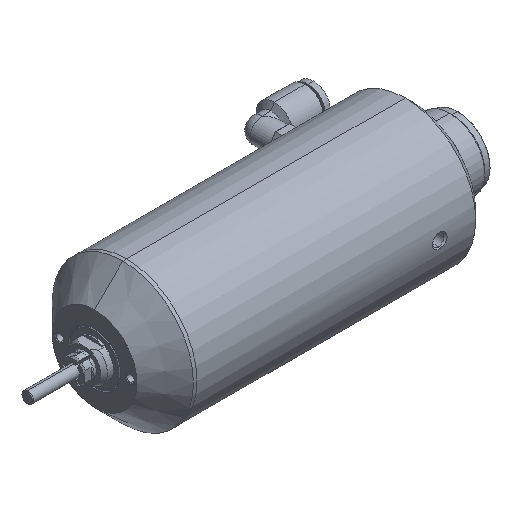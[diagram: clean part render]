
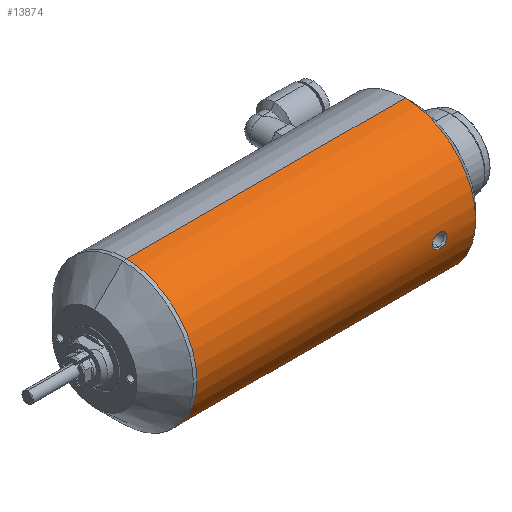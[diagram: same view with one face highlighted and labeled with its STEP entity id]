
A CAD part, isometric view. The second image highlights one B-rep face of the part: STEP entity #13874.
In plain terms, the highlighted cylindrical face has radius 20 mm (diameter 40 mm), a partial arc.
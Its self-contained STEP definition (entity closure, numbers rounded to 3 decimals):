
#693 = CIRCLE ( 'NONE', #695, 20. ) ;
#695 = AXIS2_PLACEMENT_3D ( 'NONE', #6077, #6078, #6079 ) ;
#1056 = EDGE_LOOP ( 'NONE', ( #2056, #2057 ) ) ;
#1057 = EDGE_LOOP ( 'NONE', ( #2059, #2058, #2055, #2060 ) ) ;
#2055 = ORIENTED_EDGE ( 'NONE', *, *, #11913, .F. ) ;
#2056 = ORIENTED_EDGE ( 'NONE', *, *, #11979, .T. ) ;
#2057 = ORIENTED_EDGE ( 'NONE', *, *, #11915, .T. ) ;
#2058 = ORIENTED_EDGE ( 'NONE', *, *, #11914, .T. ) ;
#2059 = ORIENTED_EDGE ( 'NONE', *, *, #8358, .T. ) ;
#2060 = ORIENTED_EDGE ( 'NONE', *, *, #11912, .F. ) ;
#3696 = VERTEX_POINT ( 'NONE', #12300 ) ;
#3697 = VERTEX_POINT ( 'NONE', #12335 ) ;
#3746 = VERTEX_POINT ( 'NONE', #12407 ) ;
#3747 = VERTEX_POINT ( 'NONE', #12534 ) ;
#3823 = VERTEX_POINT ( 'NONE', #10077 ) ;
#3824 = VERTEX_POINT ( 'NONE', #10075 ) ;
#4593 = LINE ( 'NONE', #4943, #12960 ) ;
#4594 = LINE ( 'NONE', #4948, #12963 ) ;
#4943 = CARTESIAN_POINT ( 'NONE',  ( -9.979, 0., 20. ) ) ;
#4944 = DIRECTION ( 'NONE',  ( -1., 0., 0. ) ) ;
#4945 = CARTESIAN_POINT ( 'NONE',  ( 0., 0., 0. ) ) ;
#4946 = DIRECTION ( 'NONE',  ( -1., 0., 0. ) ) ;
#4947 = DIRECTION ( 'NONE',  ( 0., 0., 1. ) ) ;
#4948 = CARTESIAN_POINT ( 'NONE',  ( -9.979, 0., -20. ) ) ;
#4949 = DIRECTION ( 'NONE',  ( -1., 0., 0. ) ) ;
#4950 = CARTESIAN_POINT ( 'NONE',  ( 68.8, 19.9, -2. ) ) ;
#4951 = CARTESIAN_POINT ( 'NONE',  ( 69.067, 19.9, -2. ) ) ;
#4952 = CARTESIAN_POINT ( 'NONE',  ( 69.338, 19.905, -1.95 ) ) ;
#4953 = CARTESIAN_POINT ( 'NONE',  ( 69.836, 19.923, -1.758 ) ) ;
#4954 = CARTESIAN_POINT ( 'NONE',  ( 70.07, 19.936, -1.613 ) ) ;
#4955 = CARTESIAN_POINT ( 'NONE',  ( 70.363, 19.955, -1.341 ) ) ;
#4956 = CARTESIAN_POINT ( 'NONE',  ( 70.453, 19.962, -1.24 ) ) ;
#4957 = CARTESIAN_POINT ( 'NONE',  ( 70.61, 19.974, -1.022 ) ) ;
#4958 = CARTESIAN_POINT ( 'NONE',  ( 70.677, 19.98, -0.906 ) ) ;
#4959 = CARTESIAN_POINT ( 'NONE',  ( 70.786, 19.989, -0.662 ) ) ;
#4960 = CARTESIAN_POINT ( 'NONE',  ( 70.829, 19.993, -0.532 ) ) ;
#4961 = CARTESIAN_POINT ( 'NONE',  ( 70.885, 19.999, -0.27 ) ) ;
#4962 = CARTESIAN_POINT ( 'NONE',  ( 70.9, 20., -0.137 ) ) ;
#4963 = CARTESIAN_POINT ( 'NONE',  ( 70.9, 20., 0.267 ) ) ;
#4964 = CARTESIAN_POINT ( 'NONE',  ( 70.843, 19.994, 0.535 ) ) ;
#4965 = CARTESIAN_POINT ( 'NONE',  ( 70.678, 19.98, 0.904 ) ) ;
#4966 = CARTESIAN_POINT ( 'NONE',  ( 70.611, 19.974, 1.02 ) ) ;
#4967 = CARTESIAN_POINT ( 'NONE',  ( 70.455, 19.962, 1.238 ) ) ;
#4968 = CARTESIAN_POINT ( 'NONE',  ( 70.364, 19.955, 1.34 ) ) ;
#4969 = CARTESIAN_POINT ( 'NONE',  ( 70.07, 19.936, 1.613 ) ) ;
#4970 = CARTESIAN_POINT ( 'NONE',  ( 69.837, 19.923, 1.757 ) ) ;
#4971 = CARTESIAN_POINT ( 'NONE',  ( 69.462, 19.909, 1.902 ) ) ;
#4972 = CARTESIAN_POINT ( 'NONE',  ( 69.332, 19.906, 1.939 ) ) ;
#4973 = CARTESIAN_POINT ( 'NONE',  ( 69.067, 19.901, 1.988 ) ) ;
#4974 = CARTESIAN_POINT ( 'NONE',  ( 68.934, 19.9, 2. ) ) ;
#4975 = CARTESIAN_POINT ( 'NONE',  ( 68.8, 19.9, 2. ) ) ;
#5151 = CARTESIAN_POINT ( 'NONE',  ( 68.8, 19.9, 2. ) ) ;
#5152 = CARTESIAN_POINT ( 'NONE',  ( 68.666, 19.9, 2. ) ) ;
#5153 = CARTESIAN_POINT ( 'NONE',  ( 68.53, 19.901, 1.987 ) ) ;
#5154 = CARTESIAN_POINT ( 'NONE',  ( 68.267, 19.906, 1.938 ) ) ;
#5155 = CARTESIAN_POINT ( 'NONE',  ( 68.139, 19.909, 1.902 ) ) ;
#5156 = CARTESIAN_POINT ( 'NONE',  ( 67.889, 19.918, 1.806 ) ) ;
#5157 = CARTESIAN_POINT ( 'NONE',  ( 67.767, 19.924, 1.745 ) ) ;
#5158 = CARTESIAN_POINT ( 'NONE',  ( 67.54, 19.936, 1.604 ) ) ;
#5159 = CARTESIAN_POINT ( 'NONE',  ( 67.434, 19.942, 1.524 ) ) ;
#5160 = CARTESIAN_POINT ( 'NONE',  ( 67.237, 19.955, 1.341 ) ) ;
#5161 = CARTESIAN_POINT ( 'NONE',  ( 67.147, 19.962, 1.239 ) ) ;
#5162 = CARTESIAN_POINT ( 'NONE',  ( 66.991, 19.974, 1.023 ) ) ;
#5163 = CARTESIAN_POINT ( 'NONE',  ( 66.924, 19.98, 0.907 ) ) ;
#5164 = CARTESIAN_POINT ( 'NONE',  ( 66.813, 19.989, 0.66 ) ) ;
#5165 = CARTESIAN_POINT ( 'NONE',  ( 66.771, 19.993, 0.533 ) ) ;
#5166 = CARTESIAN_POINT ( 'NONE',  ( 66.715, 19.999, 0.272 ) ) ;
#5167 = CARTESIAN_POINT ( 'NONE',  ( 66.7, 20., 0.137 ) ) ;
#5168 = CARTESIAN_POINT ( 'NONE',  ( 66.7, 20., -0.132 ) ) ;
#5169 = CARTESIAN_POINT ( 'NONE',  ( 66.714, 19.999, -0.265 ) ) ;
#5170 = CARTESIAN_POINT ( 'NONE',  ( 66.77, 19.993, -0.528 ) ) ;
#5171 = CARTESIAN_POINT ( 'NONE',  ( 66.812, 19.99, -0.657 ) ) ;
#5172 = CARTESIAN_POINT ( 'NONE',  ( 66.975, 19.975, -1.023 ) ) ;
#5173 = CARTESIAN_POINT ( 'NONE',  ( 67.135, 19.962, -1.246 ) ) ;
#5174 = CARTESIAN_POINT ( 'NONE',  ( 67.432, 19.942, -1.522 ) ) ;
#5175 = CARTESIAN_POINT ( 'NONE',  ( 67.539, 19.936, -1.604 ) ) ;
#5176 = CARTESIAN_POINT ( 'NONE',  ( 67.767, 19.924, -1.745 ) ) ;
#5177 = CARTESIAN_POINT ( 'NONE',  ( 67.889, 19.918, -1.806 ) ) ;
#5178 = CARTESIAN_POINT ( 'NONE',  ( 68.138, 19.909, -1.902 ) ) ;
#5179 = CARTESIAN_POINT ( 'NONE',  ( 68.267, 19.906, -1.938 ) ) ;
#5180 = CARTESIAN_POINT ( 'NONE',  ( 68.531, 19.901, -1.987 ) ) ;
#5181 = CARTESIAN_POINT ( 'NONE',  ( 68.666, 19.9, -2. ) ) ;
#5182 = CARTESIAN_POINT ( 'NONE',  ( 68.8, 19.9, -2. ) ) ;
#6077 = CARTESIAN_POINT ( 'NONE',  ( 79., 0., 0. ) ) ;
#6078 = DIRECTION ( 'NONE',  ( -1., 0., 0. ) ) ;
#6079 = DIRECTION ( 'NONE',  ( 0., 0., 1. ) ) ;
#7056 = AXIS2_PLACEMENT_3D ( 'NONE', #10995, #10996, #10997 ) ;
#8358 = EDGE_CURVE ( 'NONE', #3823, #3824, #693, .T. ) ;
#8673 = FACE_BOUND ( 'NONE', #1056, .T. ) ;
#8674 = FACE_OUTER_BOUND ( 'NONE', #1057, .T. ) ;
#8675 = CYLINDRICAL_SURFACE ( 'NONE', #7056, 20. ) ;
#9342 = B_SPLINE_CURVE_WITH_KNOTS ( 'NONE', 3,
 ( #4950, #4951, #4952, #4953, #4954, #4955, #4956, #4957, #4958, #4959, #4960, #4961, #4962, #4963, #4964, #4965, #4966, #4967, #4968, #4969, #4970, #4971, #4972, #4973, #4974, #4975 ),
 .UNSPECIFIED., .F., .F.,
 ( 4, 2, 2, 2, 2, 2, 2, 2, 2, 2, 2, 2, 4 ),
 ( 0.002, 0.002, 0.003, 0.004, 0.004, 0.004, 0.005, 0.006, 0.006, 0.006, 0.007, 0.008, 0.008 ),
 .UNSPECIFIED. ) ;
#9345 = B_SPLINE_CURVE_WITH_KNOTS ( 'NONE', 3,
 ( #5151, #5152, #5153, #5154, #5155, #5156, #5157, #5158, #5159, #5160, #5161, #5162, #5163, #5164, #5165, #5166, #5167, #5168, #5169, #5170, #5171, #5172, #5173, #5174, #5175, #5176, #5177, #5178, #5179, #5180, #5181, #5182 ),
 .UNSPECIFIED., .F., .F.,
 ( 4, 2, 2, 2, 2, 2, 2, 2, 2, 2, 2, 2, 2, 2, 2, 4 ),
 ( 0.008, 0.008, 0.009, 0.009, 0.01, 0.01, 0.01, 0.011, 0.011, 0.012, 0.012, 0.013, 0.013, 0.014, 0.014, 0.014 ),
 .UNSPECIFIED. ) ;
#10075 = CARTESIAN_POINT ( 'NONE',  ( 79., 0., -20. ) ) ;
#10077 = CARTESIAN_POINT ( 'NONE',  ( 79., 0., 20. ) ) ;
#10995 = CARTESIAN_POINT ( 'NONE',  ( -9.979, 0., 0. ) ) ;
#10996 = DIRECTION ( 'NONE',  ( -1., 0., 0. ) ) ;
#10997 = DIRECTION ( 'NONE',  ( 0., 0., 1. ) ) ;
#11912 = EDGE_CURVE ( 'NONE', #3823, #3696, #4593, .T. ) ;
#11913 = EDGE_CURVE ( 'NONE', #3696, #3697, #12955, .T. ) ;
#11914 = EDGE_CURVE ( 'NONE', #3824, #3697, #4594, .T. ) ;
#11915 = EDGE_CURVE ( 'NONE', #3747, #3746, #9342, .T. ) ;
#11979 = EDGE_CURVE ( 'NONE', #3746, #3747, #9345, .T. ) ;
#12300 = CARTESIAN_POINT ( 'NONE',  ( 0., 0., 20. ) ) ;
#12335 = CARTESIAN_POINT ( 'NONE',  ( 0., 0., -20. ) ) ;
#12407 = CARTESIAN_POINT ( 'NONE',  ( 68.8, 19.9, 2. ) ) ;
#12534 = CARTESIAN_POINT ( 'NONE',  ( 68.8, 19.9, -2. ) ) ;
#12955 = CIRCLE ( 'NONE', #12961, 20. ) ;
#12960 = VECTOR ( 'NONE', #4944, 1000. ) ;
#12961 = AXIS2_PLACEMENT_3D ( 'NONE', #4945, #4946, #4947 ) ;
#12963 = VECTOR ( 'NONE', #4949, 1000. ) ;
#13874 = ADVANCED_FACE ( 'NONE', ( #8673, #8674 ), #8675, .T. ) ;
